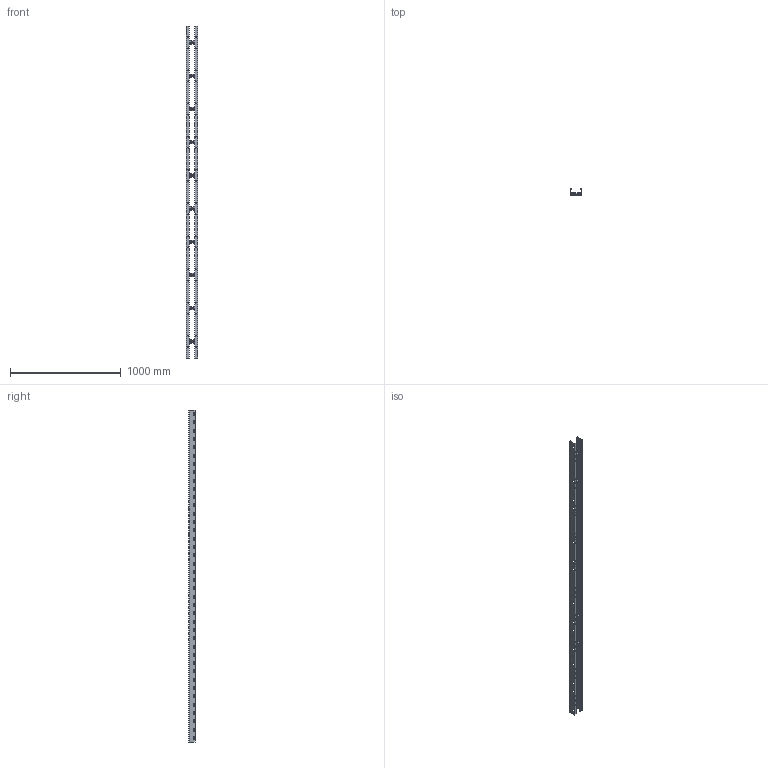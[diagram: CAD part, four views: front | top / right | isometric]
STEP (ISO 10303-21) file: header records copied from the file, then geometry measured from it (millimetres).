
FILE_DESCRIPTION (( 'STEP AP214' ), '1' );
FILE_NAME ('6209608.stp', '2024-07-09T11:24:29', ( '' ), ( '' ), 'SwSTEP 2.0', 'SolidWorks 2022', '' );
FILE_SCHEMA (( 'AUTOMOTIVE_DESIGN' ));
Length unit declared in the file: millimetre
Products named in the file (3): KTS 05.011-063_L=3000 mit D=9; 6209608; 079986_L=0092
Assembly tree (12 placements, depth 2):
  6209608
    079986_L=0092  x10
    KTS 05.011-063_L=3000 mit D=9  x2
Bounding box: 100 x 60 x 3000 mm (x, y, z)
Volume: 955493.9 mm3; surface area: 1297426.8 mm2
Topology: 12 solids, 12 shells, 1010 faces, 2882 edges, 1916 vertices
Faces by surface type: plane 756, cylinder 194, cone 60
Entity records: 9555 total; most frequent: CARTESIAN_POINT 1753, ORIENTED_EDGE 1610, DIRECTION 1475, EDGE_CURVE 805, LINE 683, VECTOR 683, VERTEX_POINT 534, EDGE_LOOP 403
